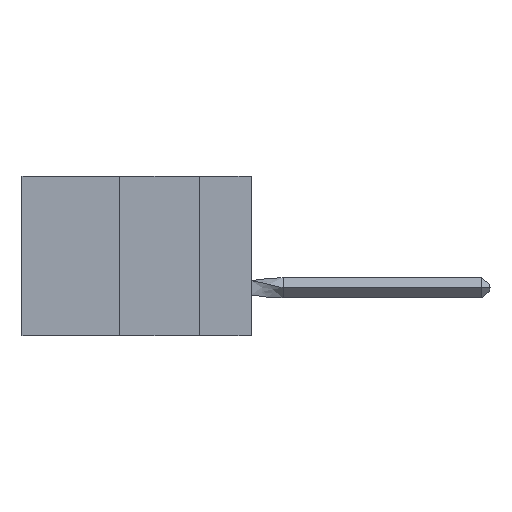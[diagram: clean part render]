
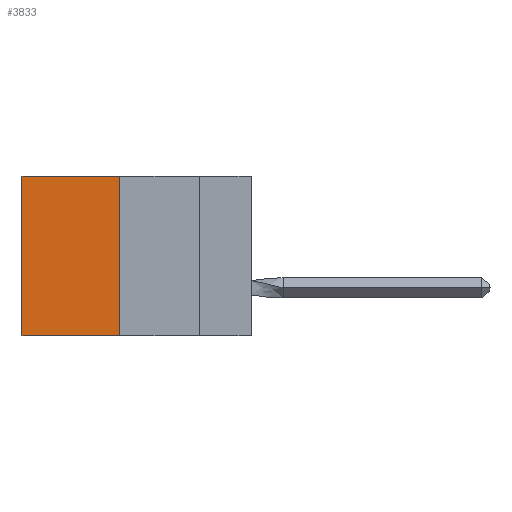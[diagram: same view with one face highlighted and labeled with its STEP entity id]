
A CAD part, left-side view. The second image highlights one B-rep face of the part: STEP entity #3833.
In plain terms, the highlighted planar face has unit normal (-1, 0, 0).
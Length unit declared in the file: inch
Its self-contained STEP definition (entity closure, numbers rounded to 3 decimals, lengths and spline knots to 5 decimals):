
#217 = CARTESIAN_POINT ( 'NONE',  ( 0.305, 0.72, -0.5 ) ) ;
#307 = VECTOR ( 'NONE', #2514, 39.37008 ) ;
#862 = PLANE ( 'NONE',  #3779 ) ;
#927 = DIRECTION ( 'NONE',  ( 0., 0., -1. ) ) ;
#1354 = CARTESIAN_POINT ( 'NONE',  ( 0.305, 0.72, -0.5 ) ) ;
#1462 = DIRECTION ( 'NONE',  ( 0., 0., -1. ) ) ;
#1487 = FACE_OUTER_BOUND ( 'NONE', #11152, .T. ) ;
#1547 = CARTESIAN_POINT ( 'NONE',  ( 0.305, 0.413, -0.5 ) ) ;
#2023 = EDGE_CURVE ( 'NONE', #12735, #12413, #9345, .T. ) ;
#2239 = CARTESIAN_POINT ( 'NONE',  ( 0.305, 0.413, 0. ) ) ;
#2299 = DIRECTION ( 'NONE',  ( 1., 0., 0. ) ) ;
#2396 = CARTESIAN_POINT ( 'NONE',  ( 0.305, 0.413, -0.5 ) ) ;
#2514 = DIRECTION ( 'NONE',  ( 0., 0., -1. ) ) ;
#3779 = AXIS2_PLACEMENT_3D ( 'NONE', #10420, #2299, #927 ) ;
#3833 = ADVANCED_FACE ( 'NONE', ( #1487 ), #862, .F. ) ;
#7527 = EDGE_CURVE ( 'NONE', #12169, #12735, #8784, .T. ) ;
#7607 = VECTOR ( 'NONE', #14889, 39.37008 ) ;
#8714 = EDGE_CURVE ( 'NONE', #12169, #11633, #12584, .T. ) ;
#8784 = LINE ( 'NONE', #2396, #307 ) ;
#9143 = ORIENTED_EDGE ( 'NONE', *, *, #15236, .T. ) ;
#9345 = LINE ( 'NONE', #1547, #7607 ) ;
#10420 = CARTESIAN_POINT ( 'NONE',  ( 0.305, 0.413, -0.5 ) ) ;
#11152 = EDGE_LOOP ( 'NONE', ( #9143, #14532, #16347, #14570 ) ) ;
#11633 = VERTEX_POINT ( 'NONE', #15765 ) ;
#12169 = VERTEX_POINT ( 'NONE', #16865 ) ;
#12413 = VERTEX_POINT ( 'NONE', #1354 ) ;
#12584 = LINE ( 'NONE', #2239, #12794 ) ;
#12735 = VERTEX_POINT ( 'NONE', #12835 ) ;
#12794 = VECTOR ( 'NONE', #14447, 39.37008 ) ;
#12835 = CARTESIAN_POINT ( 'NONE',  ( 0.305, 0.413, -0.5 ) ) ;
#14447 = DIRECTION ( 'NONE',  ( 0., 1., 0. ) ) ;
#14532 = ORIENTED_EDGE ( 'NONE', *, *, #2023, .F. ) ;
#14570 = ORIENTED_EDGE ( 'NONE', *, *, #8714, .T. ) ;
#14694 = VECTOR ( 'NONE', #1462, 39.37008 ) ;
#14889 = DIRECTION ( 'NONE',  ( 0., 1., 0. ) ) ;
#15236 = EDGE_CURVE ( 'NONE', #11633, #12413, #15989, .T. ) ;
#15765 = CARTESIAN_POINT ( 'NONE',  ( 0.305, 0.72, 0. ) ) ;
#15989 = LINE ( 'NONE', #217, #14694 ) ;
#16347 = ORIENTED_EDGE ( 'NONE', *, *, #7527, .F. ) ;
#16865 = CARTESIAN_POINT ( 'NONE',  ( 0.305, 0.413, 0. ) ) ;
